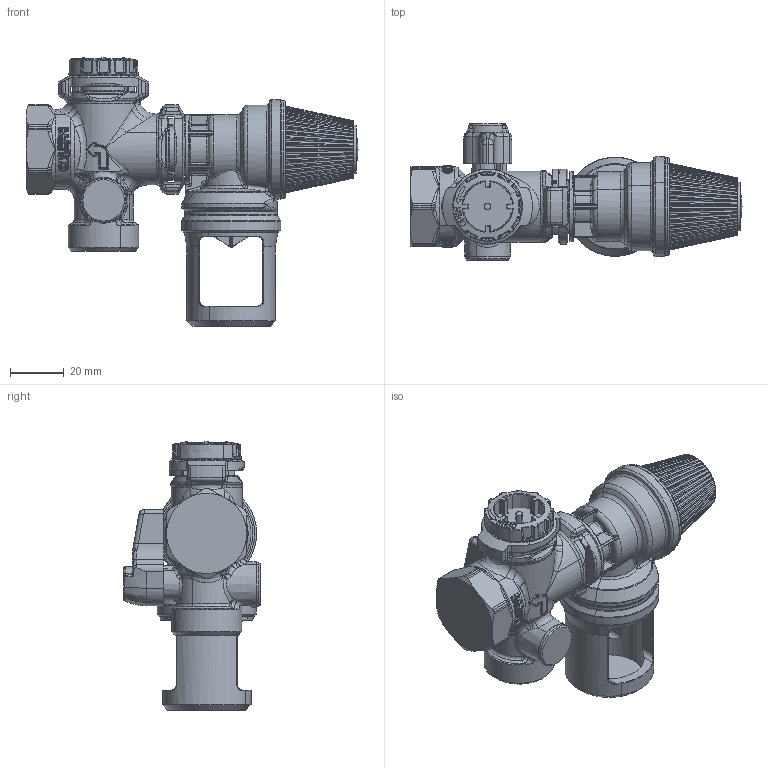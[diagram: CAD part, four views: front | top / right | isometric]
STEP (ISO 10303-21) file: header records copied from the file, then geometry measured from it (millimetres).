
FILE_DESCRIPTION(('CATIA V5 STEP Exchange'),'2;1');
FILE_NAME('STEP_526554_TH_-_TST.stp','2018-01-25T07:38:50+00:00',('none'),('none'),'CATIA Version 5-6 Release 2016 SP4','CATIA V5 STEP AP203','none');
FILE_SCHEMA(('CONFIG_CONTROL_DESIGN'));
Products named in the file (1): _526554th0001_sw0001
Bounding box: 124 x 51 x 100.25 mm (x, y, z)
Surface area: 38798.4 mm2 (no closed solid volume)
Topology: 0 solids, 29 shells, 2469 faces, 6635 edges, 3855 vertices
Faces by surface type: bspline 1243, cylinder 402, torus 261, plane 248, sphere 182, cone 133
Entity records: 125211 total; most frequent: CARTESIAN_POINT 82903, ORIENTED_EDGE 11595, EDGE_CURVE 6402, DIRECTION 4243, VERTEX_POINT 3855, B_SPLINE_CURVE_WITH_KNOTS 2709, ADVANCED_FACE 2469, EDGE_LOOP 2469
